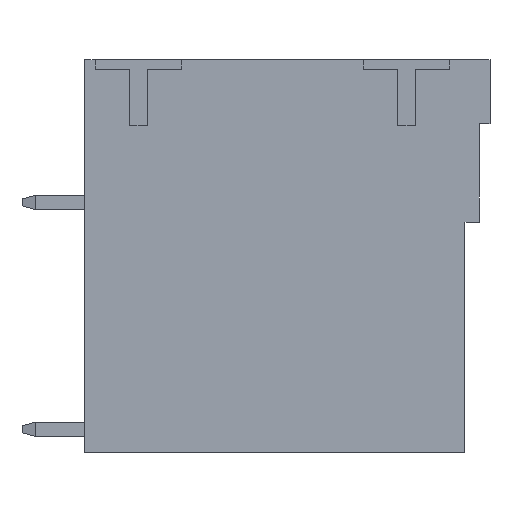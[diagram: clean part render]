
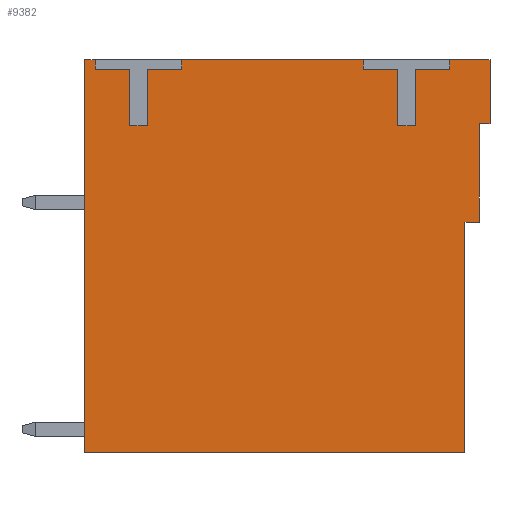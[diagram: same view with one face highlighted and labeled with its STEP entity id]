
A CAD part, left-side view. The second image highlights one B-rep face of the part: STEP entity #9382.
In plain terms, the highlighted planar face has unit normal (-1, 0, 0).
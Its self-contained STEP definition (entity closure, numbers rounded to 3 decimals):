
#2178=ORIENTED_EDGE('',*,*,#2998,.T.);
#2179=ORIENTED_EDGE('',*,*,#2804,.T.);
#2180=ORIENTED_EDGE('',*,*,#2808,.T.);
#2181=ORIENTED_EDGE('',*,*,#2826,.T.);
#2182=ORIENTED_EDGE('',*,*,#2823,.T.);
#2183=ORIENTED_EDGE('',*,*,#2820,.T.);
#2184=ORIENTED_EDGE('',*,*,#2817,.T.);
#2185=ORIENTED_EDGE('',*,*,#2814,.T.);
#2186=ORIENTED_EDGE('',*,*,#3005,.T.);
#2187=ORIENTED_EDGE('',*,*,#3809,.T.);
#2188=ORIENTED_EDGE('',*,*,#3811,.T.);
#2189=ORIENTED_EDGE('',*,*,#3813,.T.);
#2190=ORIENTED_EDGE('',*,*,#3815,.T.);
#2191=ORIENTED_EDGE('',*,*,#3817,.T.);
#2192=ORIENTED_EDGE('',*,*,#3819,.T.);
#2193=ORIENTED_EDGE('',*,*,#3820,.T.);
#2194=ORIENTED_EDGE('',*,*,#3002,.T.);
#2195=ORIENTED_EDGE('',*,*,#3822,.T.);
#2196=ORIENTED_EDGE('',*,*,#3824,.T.);
#2197=ORIENTED_EDGE('',*,*,#3826,.T.);
#2198=ORIENTED_EDGE('',*,*,#3828,.T.);
#2199=ORIENTED_EDGE('',*,*,#3830,.T.);
#2200=ORIENTED_EDGE('',*,*,#3832,.T.);
#2201=ORIENTED_EDGE('',*,*,#3833,.T.);
#2804=EDGE_CURVE('',#4129,#4128,#4986,.T.);
#2808=EDGE_CURVE('',#4128,#4131,#4990,.T.);
#2814=EDGE_CURVE('',#4137,#4136,#4996,.T.);
#2817=EDGE_CURVE('',#4139,#4137,#4999,.T.);
#2820=EDGE_CURVE('',#4141,#4139,#5002,.T.);
#2823=EDGE_CURVE('',#4143,#4141,#5005,.T.);
#2826=EDGE_CURVE('',#4131,#4143,#5008,.T.);
#2998=EDGE_CURVE('',#4306,#4129,#5170,.T.);
#3002=EDGE_CURVE('',#4310,#4309,#5174,.T.);
#3005=EDGE_CURVE('',#4136,#4311,#5177,.T.);
#3809=EDGE_CURVE('',#4311,#4784,#5931,.T.);
#3811=EDGE_CURVE('',#4784,#4785,#5933,.T.);
#3813=EDGE_CURVE('',#4785,#4786,#5935,.T.);
#3815=EDGE_CURVE('',#4786,#4787,#5937,.T.);
#3817=EDGE_CURVE('',#4787,#4788,#5939,.T.);
#3819=EDGE_CURVE('',#4788,#4789,#5941,.T.);
#3820=EDGE_CURVE('',#4789,#4310,#5942,.T.);
#3822=EDGE_CURVE('',#4309,#4790,#5944,.T.);
#3824=EDGE_CURVE('',#4790,#4791,#5946,.T.);
#3826=EDGE_CURVE('',#4791,#4792,#5948,.T.);
#3828=EDGE_CURVE('',#4792,#4793,#5950,.T.);
#3830=EDGE_CURVE('',#4793,#4794,#5952,.T.);
#3832=EDGE_CURVE('',#4794,#4795,#5954,.T.);
#3833=EDGE_CURVE('',#4795,#4306,#5955,.T.);
#4128=VERTEX_POINT('',#12511);
#4129=VERTEX_POINT('',#12513);
#4131=VERTEX_POINT('',#12519);
#4136=VERTEX_POINT('',#12531);
#4137=VERTEX_POINT('',#12533);
#4139=VERTEX_POINT('',#12539);
#4141=VERTEX_POINT('',#12545);
#4143=VERTEX_POINT('',#12551);
#4306=VERTEX_POINT('',#12909);
#4309=VERTEX_POINT('',#12915);
#4310=VERTEX_POINT('',#12917);
#4311=VERTEX_POINT('',#12920);
#4784=VERTEX_POINT('',#14530);
#4785=VERTEX_POINT('',#14534);
#4786=VERTEX_POINT('',#14538);
#4787=VERTEX_POINT('',#14542);
#4788=VERTEX_POINT('',#14546);
#4789=VERTEX_POINT('',#14550);
#4790=VERTEX_POINT('',#14556);
#4791=VERTEX_POINT('',#14560);
#4792=VERTEX_POINT('',#14564);
#4793=VERTEX_POINT('',#14568);
#4794=VERTEX_POINT('',#14572);
#4795=VERTEX_POINT('',#14576);
#4986=LINE('',#12512,#6246);
#4990=LINE('',#12520,#6250);
#4996=LINE('',#12532,#6256);
#4999=LINE('',#12538,#6259);
#5002=LINE('',#12544,#6262);
#5005=LINE('',#12550,#6265);
#5008=LINE('',#12555,#6268);
#5170=LINE('',#12908,#6430);
#5174=LINE('',#12916,#6434);
#5177=LINE('',#12921,#6437);
#5931=LINE('',#14531,#7191);
#5933=LINE('',#14535,#7193);
#5935=LINE('',#14539,#7195);
#5937=LINE('',#14543,#7197);
#5939=LINE('',#14547,#7199);
#5941=LINE('',#14551,#7201);
#5942=LINE('',#14553,#7202);
#5944=LINE('',#14557,#7204);
#5946=LINE('',#14561,#7206);
#5948=LINE('',#14565,#7208);
#5950=LINE('',#14569,#7210);
#5952=LINE('',#14573,#7212);
#5954=LINE('',#14577,#7214);
#5955=LINE('',#14579,#7215);
#6246=VECTOR('',#10121,1000.);
#6250=VECTOR('',#10127,1000.);
#6256=VECTOR('',#10135,1000.);
#6259=VECTOR('',#10140,1000.);
#6262=VECTOR('',#10145,1000.);
#6265=VECTOR('',#10150,1000.);
#6268=VECTOR('',#10155,1000.);
#6430=VECTOR('',#10375,1000.);
#6434=VECTOR('',#10379,1000.);
#6437=VECTOR('',#10382,1000.);
#7191=VECTOR('',#11902,1000.);
#7193=VECTOR('',#11906,1000.);
#7195=VECTOR('',#11910,1000.);
#7197=VECTOR('',#11914,1000.);
#7199=VECTOR('',#11918,1000.);
#7201=VECTOR('',#11922,1000.);
#7202=VECTOR('',#11925,1000.);
#7204=VECTOR('',#11929,1000.);
#7206=VECTOR('',#11933,1000.);
#7208=VECTOR('',#11937,1000.);
#7210=VECTOR('',#11941,1000.);
#7212=VECTOR('',#11945,1000.);
#7214=VECTOR('',#11949,1000.);
#7215=VECTOR('',#11952,1000.);
#7890=EDGE_LOOP('',(#2178,#2179,#2180,#2181,#2182,#2183,#2184,#2185,#2186,
#2187,#2188,#2189,#2190,#2191,#2192,#2193,#2194,#2195,#2196,#2197,#2198,
#2199,#2200,#2201));
#8416=FACE_BOUND('',#7890,.T.);
#8898=PLANE('',#9977);
#9382=ADVANCED_FACE('',(#8416),#8898,.T.);
#9977=AXIS2_PLACEMENT_3D('',#14580,#11953,#11954);
#10121=DIRECTION('',(0.,0.,-1.));
#10127=DIRECTION('',(0.,-1.,0.));
#10135=DIRECTION('',(0.,0.,1.));
#10140=DIRECTION('',(0.,-1.,0.));
#10145=DIRECTION('',(0.,0.,1.));
#10150=DIRECTION('',(0.,-1.,0.));
#10155=DIRECTION('',(0.,0.,1.));
#10375=DIRECTION('',(0.,1.,0.));
#10379=DIRECTION('',(0.,1.,0.));
#10382=DIRECTION('',(0.,1.,0.));
#11902=DIRECTION('',(0.,0.,-1.));
#11906=DIRECTION('',(0.,1.,0.));
#11910=DIRECTION('',(0.,0.,-1.));
#11914=DIRECTION('',(0.,1.,0.));
#11918=DIRECTION('',(0.,0.,1.));
#11922=DIRECTION('',(0.,1.,0.));
#11925=DIRECTION('',(0.,0.,1.));
#11929=DIRECTION('',(0.,0.,-1.));
#11933=DIRECTION('',(0.,1.,0.));
#11937=DIRECTION('',(0.,0.,-1.));
#11941=DIRECTION('',(0.,1.,0.));
#11945=DIRECTION('',(0.,0.,1.));
#11949=DIRECTION('',(0.,1.,0.));
#11952=DIRECTION('',(0.,0.,1.));
#11953=DIRECTION('',(-1.,0.,0.));
#11954=DIRECTION('',(0.,0.,1.));
#12511=CARTESIAN_POINT('',(-6.21,11.35,-22.));
#12512=CARTESIAN_POINT('',(-6.21,11.35,0.));
#12513=CARTESIAN_POINT('',(-6.21,11.35,0.));
#12519=CARTESIAN_POINT('',(-6.21,-9.95,-22.));
#12520=CARTESIAN_POINT('',(-6.21,11.35,-22.));
#12531=CARTESIAN_POINT('',(-6.21,-11.35,0.));
#12532=CARTESIAN_POINT('',(-6.21,-11.35,-3.6));
#12533=CARTESIAN_POINT('',(-6.21,-11.35,-3.6));
#12538=CARTESIAN_POINT('',(-6.21,-10.75,-3.6));
#12539=CARTESIAN_POINT('',(-6.21,-10.75,-3.6));
#12544=CARTESIAN_POINT('',(-6.21,-10.75,-9.1));
#12545=CARTESIAN_POINT('',(-6.21,-10.75,-9.1));
#12550=CARTESIAN_POINT('',(-6.21,-9.95,-9.1));
#12551=CARTESIAN_POINT('',(-6.21,-9.95,-9.1));
#12555=CARTESIAN_POINT('',(-6.21,-9.95,-22.));
#12908=CARTESIAN_POINT('',(-6.21,10.75,0.));
#12909=CARTESIAN_POINT('',(-6.21,10.75,0.));
#12915=CARTESIAN_POINT('',(-6.21,5.9,0.));
#12916=CARTESIAN_POINT('',(-6.21,-4.25,0.));
#12917=CARTESIAN_POINT('',(-6.21,-4.25,0.));
#12920=CARTESIAN_POINT('',(-6.21,-9.1,0.));
#12921=CARTESIAN_POINT('',(-6.21,-11.35,0.));
#14530=CARTESIAN_POINT('',(-6.21,-9.1,-0.55));
#14531=CARTESIAN_POINT('',(-6.21,-9.1,0.));
#14534=CARTESIAN_POINT('',(-6.21,-7.175,-0.55));
#14535=CARTESIAN_POINT('',(-6.21,-9.1,-0.55));
#14538=CARTESIAN_POINT('',(-6.21,-7.175,-3.7));
#14539=CARTESIAN_POINT('',(-6.21,-7.175,-0.55));
#14542=CARTESIAN_POINT('',(-6.21,-6.175,-3.7));
#14543=CARTESIAN_POINT('',(-6.21,-7.175,-3.7));
#14546=CARTESIAN_POINT('',(-6.21,-6.175,-0.55));
#14547=CARTESIAN_POINT('',(-6.21,-6.175,-3.7));
#14550=CARTESIAN_POINT('',(-6.21,-4.25,-0.55));
#14551=CARTESIAN_POINT('',(-6.21,-6.175,-0.55));
#14553=CARTESIAN_POINT('',(-6.21,-4.25,-0.55));
#14556=CARTESIAN_POINT('',(-6.21,5.9,-0.55));
#14557=CARTESIAN_POINT('',(-6.21,5.9,0.));
#14560=CARTESIAN_POINT('',(-6.21,7.825,-0.55));
#14561=CARTESIAN_POINT('',(-6.21,5.9,-0.55));
#14564=CARTESIAN_POINT('',(-6.21,7.825,-3.7));
#14565=CARTESIAN_POINT('',(-6.21,7.825,-0.55));
#14568=CARTESIAN_POINT('',(-6.21,8.825,-3.7));
#14569=CARTESIAN_POINT('',(-6.21,7.825,-3.7));
#14572=CARTESIAN_POINT('',(-6.21,8.825,-0.55));
#14573=CARTESIAN_POINT('',(-6.21,8.825,-3.7));
#14576=CARTESIAN_POINT('',(-6.21,10.75,-0.55));
#14577=CARTESIAN_POINT('',(-6.21,8.825,-0.55));
#14579=CARTESIAN_POINT('',(-6.21,10.75,-0.55));
#14580=CARTESIAN_POINT('',(-6.21,0.,0.));
